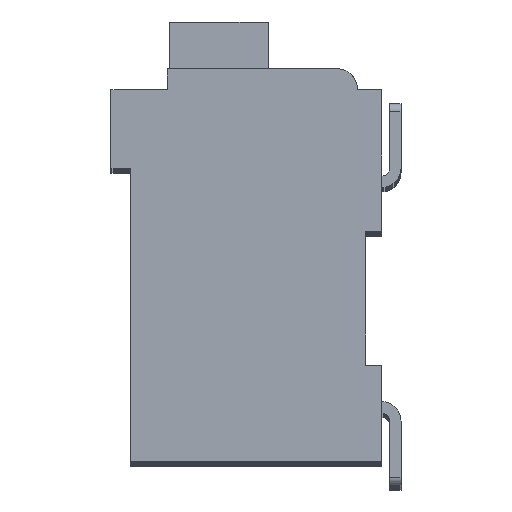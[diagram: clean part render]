
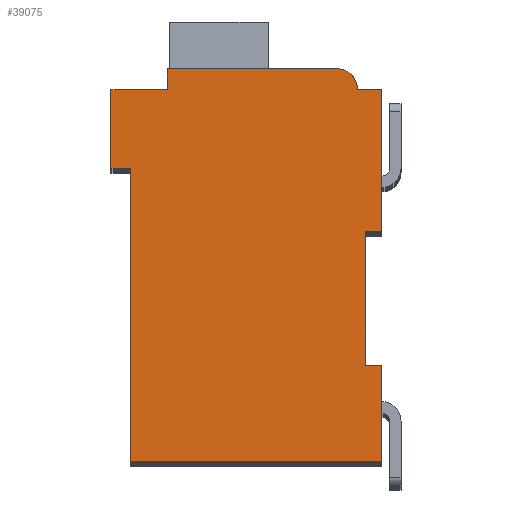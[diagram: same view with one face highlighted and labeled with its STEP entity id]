
A CAD part, top view. The second image highlights one B-rep face of the part: STEP entity #39075.
In plain terms, the highlighted planar face has unit normal (0, 0, 1).
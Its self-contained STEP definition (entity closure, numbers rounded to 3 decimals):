
#11990=DIRECTION('',(1.,0.,0.));
#11991=VECTOR('',#11990,0.5);
#11992=CARTESIAN_POINT('',(7.3,7.15,2.1));
#11993=LINE('',#11992,#11991);
#11994=DIRECTION('',(0.,1.,0.));
#11995=VECTOR('',#11994,4.15);
#11996=CARTESIAN_POINT('',(7.3,3.,2.1));
#11997=LINE('',#11996,#11995);
#11998=DIRECTION('',(-1.,0.,0.));
#11999=VECTOR('',#11998,0.5);
#12000=CARTESIAN_POINT('',(7.8,3.,2.1));
#12001=LINE('',#12000,#11999);
#12002=DIRECTION('',(0.,1.,0.));
#12003=VECTOR('',#12002,3.);
#12004=CARTESIAN_POINT('',(7.8,0.,2.1));
#12005=LINE('',#12004,#12003);
#12006=DIRECTION('',(1.,0.,0.));
#12007=VECTOR('',#12006,7.8);
#12008=CARTESIAN_POINT('',(0.,0.,2.1));
#12009=LINE('',#12008,#12007);
#12010=DIRECTION('',(0.,-1.,0.));
#12011=VECTOR('',#12010,9.1);
#12012=CARTESIAN_POINT('',(0.,9.1,2.1));
#12013=LINE('',#12012,#12011);
#12014=DIRECTION('',(1.,0.,0.));
#12015=VECTOR('',#12014,0.6);
#12016=CARTESIAN_POINT('',(-0.6,9.1,2.1));
#12017=LINE('',#12016,#12015);
#12018=DIRECTION('',(0.,-1.,0.));
#12019=VECTOR('',#12018,2.45);
#12020=CARTESIAN_POINT('',(-0.6,11.55,2.1));
#12021=LINE('',#12020,#12019);
#12022=DIRECTION('',(-1.,0.,0.));
#12023=VECTOR('',#12022,1.75);
#12024=CARTESIAN_POINT('',(1.15,11.55,2.1));
#12025=LINE('',#12024,#12023);
#12026=DIRECTION('',(0.,-1.,0.));
#12027=VECTOR('',#12026,0.65);
#12028=CARTESIAN_POINT('',(1.15,12.2,2.1));
#12029=LINE('',#12028,#12027);
#12030=DIRECTION('',(-1.,0.,0.));
#12031=VECTOR('',#12030,5.25);
#12032=CARTESIAN_POINT('',(6.4,12.2,2.1));
#12033=LINE('',#12032,#12031);
#12034=CARTESIAN_POINT('',(6.4,11.55,2.1));
#12035=DIRECTION('',(0.,0.,1.));
#12036=DIRECTION('',(1.,0.,0.));
#12037=AXIS2_PLACEMENT_3D('',#12034,#12035,#12036);
#12039=DIRECTION('',(-1.,0.,0.));
#12040=VECTOR('',#12039,0.75);
#12041=CARTESIAN_POINT('',(7.8,11.55,2.1));
#12042=LINE('',#12041,#12040);
#12043=DIRECTION('',(0.,1.,0.));
#12044=VECTOR('',#12043,4.4);
#12045=CARTESIAN_POINT('',(7.8,7.15,2.1));
#12046=LINE('',#12045,#12044);
#19663=CARTESIAN_POINT('',(7.3,7.15,2.1));
#19664=CARTESIAN_POINT('',(7.8,7.15,2.1));
#19665=VERTEX_POINT('',#19663);
#19666=VERTEX_POINT('',#19664);
#19667=CARTESIAN_POINT('',(7.8,11.55,2.1));
#19668=VERTEX_POINT('',#19667);
#19669=CARTESIAN_POINT('',(7.05,11.55,2.1));
#19670=VERTEX_POINT('',#19669);
#19671=CARTESIAN_POINT('',(6.4,12.2,2.1));
#19672=VERTEX_POINT('',#19671);
#19673=CARTESIAN_POINT('',(1.15,12.2,2.1));
#19674=VERTEX_POINT('',#19673);
#19675=CARTESIAN_POINT('',(1.15,11.55,2.1));
#19676=VERTEX_POINT('',#19675);
#19677=CARTESIAN_POINT('',(-0.6,11.55,2.1));
#19678=VERTEX_POINT('',#19677);
#19679=CARTESIAN_POINT('',(-0.6,9.1,2.1));
#19680=VERTEX_POINT('',#19679);
#19681=CARTESIAN_POINT('',(0.,9.1,2.1));
#19682=VERTEX_POINT('',#19681);
#19683=CARTESIAN_POINT('',(0.,0.,2.1));
#19684=VERTEX_POINT('',#19683);
#19685=CARTESIAN_POINT('',(7.8,0.,2.1));
#19686=VERTEX_POINT('',#19685);
#19687=CARTESIAN_POINT('',(7.8,3.,2.1));
#19688=VERTEX_POINT('',#19687);
#19689=CARTESIAN_POINT('',(7.3,3.,2.1));
#19690=VERTEX_POINT('',#19689);
#39054=CARTESIAN_POINT('',(0.,0.,2.1));
#39055=DIRECTION('',(0.,0.,1.));
#39056=DIRECTION('',(1.,0.,0.));
#39057=AXIS2_PLACEMENT_3D('',#39054,#39055,#39056);
#39058=PLANE('',#39057);
#39059=ORIENTED_EDGE('',*,*,#25848,.F.);
#39060=ORIENTED_EDGE('',*,*,#26742,.F.);
#39061=ORIENTED_EDGE('',*,*,#33606,.F.);
#39062=ORIENTED_EDGE('',*,*,#34111,.F.);
#39063=ORIENTED_EDGE('',*,*,#34696,.F.);
#39064=ORIENTED_EDGE('',*,*,#35469,.F.);
#39065=ORIENTED_EDGE('',*,*,#35776,.F.);
#39066=ORIENTED_EDGE('',*,*,#36070,.F.);
#39067=ORIENTED_EDGE('',*,*,#36515,.F.);
#39068=ORIENTED_EDGE('',*,*,#37364,.F.);
#39069=ORIENTED_EDGE('',*,*,#38034,.F.);
#39070=ORIENTED_EDGE('',*,*,#36566,.F.);
#39071=ORIENTED_EDGE('',*,*,#37135,.F.);
#39072=ORIENTED_EDGE('',*,*,#26637,.F.);
#39073=EDGE_LOOP('',(#39059,#39060,#39061,#39062,#39063,#39064,#39065,#39066,
#39067,#39068,#39069,#39070,#39071,#39072));
#39074=FACE_OUTER_BOUND('',#39073,.F.);
#12038=CIRCLE('',#12037,0.65);
#25848=EDGE_CURVE('',#19665,#19666,#11993,.T.);
#26637=EDGE_CURVE('',#19666,#19668,#12046,.T.);
#26742=EDGE_CURVE('',#19690,#19665,#11997,.T.);
#33606=EDGE_CURVE('',#19688,#19690,#12001,.T.);
#34111=EDGE_CURVE('',#19686,#19688,#12005,.T.);
#34696=EDGE_CURVE('',#19684,#19686,#12009,.T.);
#35469=EDGE_CURVE('',#19682,#19684,#12013,.T.);
#35776=EDGE_CURVE('',#19680,#19682,#12017,.T.);
#36070=EDGE_CURVE('',#19678,#19680,#12021,.T.);
#36515=EDGE_CURVE('',#19676,#19678,#12025,.T.);
#36566=EDGE_CURVE('',#19670,#19672,#12038,.T.);
#37135=EDGE_CURVE('',#19668,#19670,#12042,.T.);
#37364=EDGE_CURVE('',#19674,#19676,#12029,.T.);
#38034=EDGE_CURVE('',#19672,#19674,#12033,.T.);
#39075=ADVANCED_FACE('',(#39074),#39058,.T.);
